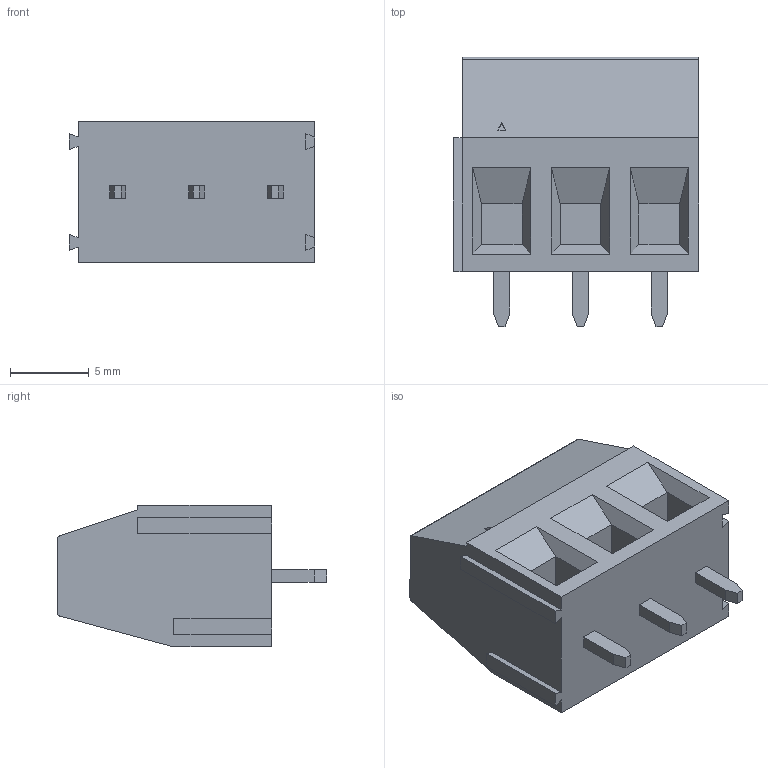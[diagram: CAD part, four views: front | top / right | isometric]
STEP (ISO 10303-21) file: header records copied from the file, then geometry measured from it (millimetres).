
FILE_DESCRIPTION (( 'STEP AP214' ), '1' );
FILE_NAME ('DG125-5.0-03P-14-00AH.STEP', '2021-01-11T18:57:48', ( '' ), ( '' ), 'SwSTEP 2.0', 'SolidWorks 2020', '' );
FILE_SCHEMA (( 'AUTOMOTIVE_DESIGN' ));
Length unit declared in the file: millimetre
Products named in the file (1): DG125-5.0-03P-14-00AH
Bounding box: 15.57 x 17.1 x 9 mm (x, y, z)
Volume: 1440.9 mm3; surface area: 1297.9 mm2
Topology: 1 solids, 1 shells, 462 faces, 1210 edges, 791 vertices
Faces by surface type: plane 250, bspline 161, cylinder 28, torus 15, cone 8
Entity records: 25828 total; most frequent: CARTESIAN_POINT 11733, ORIENTED_EDGE 2420, DIRECTION 1598, EDGE_CURVE 1210, VERTEX_POINT 791, LINE 770, VECTOR 770, EDGE_LOOP 503
